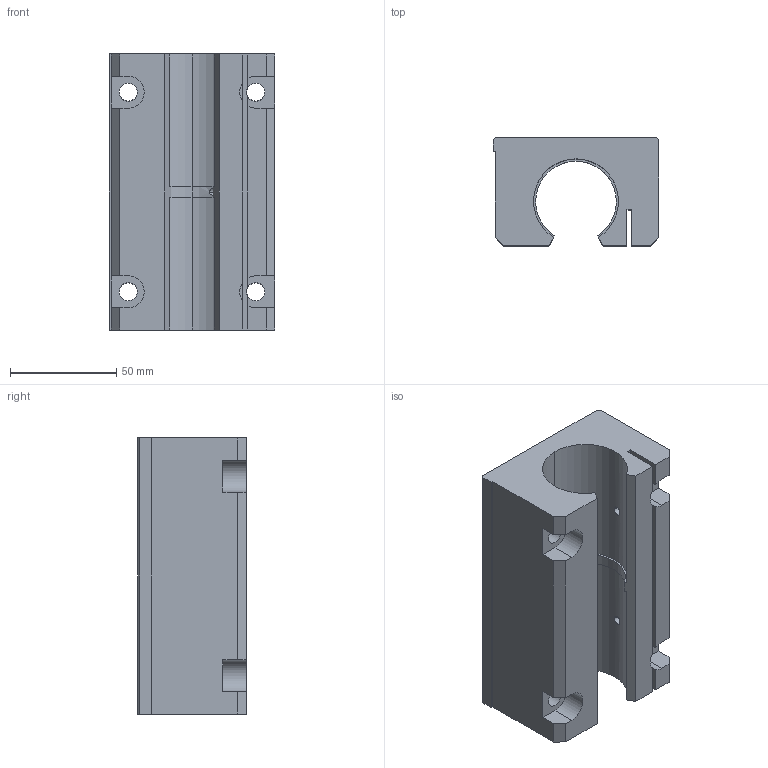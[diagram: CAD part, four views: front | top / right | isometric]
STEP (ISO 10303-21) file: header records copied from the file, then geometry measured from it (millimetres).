
FILE_DESCRIPTION( ( '' ), '1' );
FILE_NAME( 'tag_opaj_25_2_03.stp', '2008-04-10T05:35:07', ( '' ), ( '' ), ' ', ' ', ' ' );
FILE_SCHEMA( ( 'CONFIG_CONTROL_DESIGN' ) );
Length unit declared in the file: millimetre
Products named in the file (1): 1
Bounding box: 78 x 51 x 130 mm (x, y, z)
Volume: 314959.2 mm3; surface area: 59705.9 mm2
Topology: 1 solids, 1 shells, 114 faces, 303 edges, 196 vertices
Faces by surface type: plane 50, cylinder 46, cone 18
Entity records: 3813 total; most frequent: CARTESIAN_POINT 808, DIRECTION 635, ORIENTED_EDGE 606, EDGE_CURVE 303, AXIS2_PLACEMENT_3D 223, VERTEX_POINT 196, LINE 189, VECTOR 189
